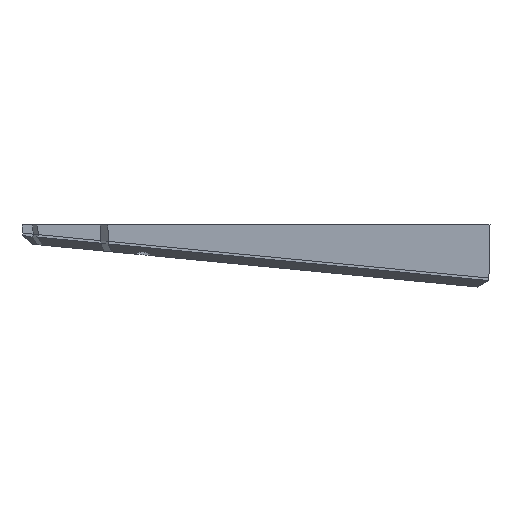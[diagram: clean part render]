
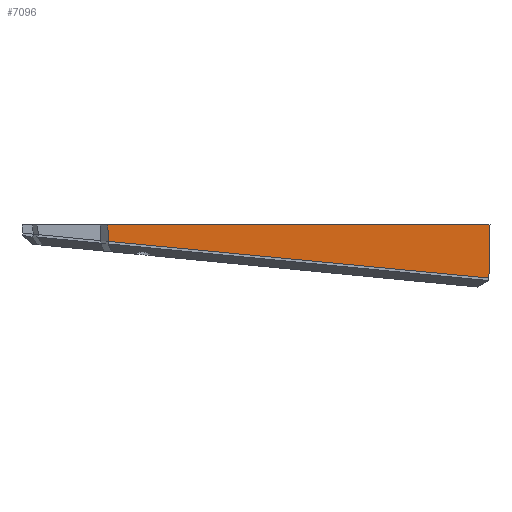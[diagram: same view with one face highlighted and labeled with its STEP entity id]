
A CAD part, front view. The second image highlights one B-rep face of the part: STEP entity #7096.
In plain terms, the highlighted free-form (B-spline) face has degree [1, 1] with [2, 2] control points.
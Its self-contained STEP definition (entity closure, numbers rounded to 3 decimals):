
#1401 = PLANE('',#1402);
#1402 = AXIS2_PLACEMENT_3D('',#1403,#1404,#1405);
#1403 = CARTESIAN_POINT('',(1.496,0.,0.));
#1404 = DIRECTION('',(0.,0.,1.));
#1405 = DIRECTION('',(1.,0.,0.));
#3237 = PLANE('',#3238);
#3238 = AXIS2_PLACEMENT_3D('',#3239,#3240,#3241);
#3239 = CARTESIAN_POINT('',(46.933,-8.,-10.519));
#3240 = DIRECTION('',(-1.,0.,0.021));
#3241 = DIRECTION('',(0.,1.,0.));
#3595 = VERTEX_POINT('',#3596);
#3596 = CARTESIAN_POINT('',(47.15,-8.,0.));
#3862 = VERTEX_POINT('',#3863);
#3863 = CARTESIAN_POINT('',(-28.635,-8.,0.));
#3877 = B_SPLINE_SURFACE_WITH_KNOTS('',1,1,(
    (#3878,#3879)
    ,(#3880,#3881
    )),.UNSPECIFIED.,.F.,.F.,.F.,(2,2),(2,2),(0.,2.121),(0.,1.),
  .PIECEWISE_BEZIER_KNOTS.);
#3878 = CARTESIAN_POINT('',(-30.135,-6.5,0.));
#3879 = CARTESIAN_POINT('',(-29.997,-6.5,-3.112));
#3880 = CARTESIAN_POINT('',(-28.635,-8.,0.));
#3881 = CARTESIAN_POINT('',(-28.503,-8.,-3.255));
#3889 = EDGE_CURVE('',#3862,#3595,#3890,.T.);
#3890 = SURFACE_CURVE('',#3891,(#3895,#3902),.PCURVE_S1.);
#3891 = LINE('',#3892,#3893);
#3892 = CARTESIAN_POINT('',(-28.635,-8.,0.));
#3893 = VECTOR('',#3894,1.);
#3894 = DIRECTION('',(1.,0.,0.));
#3895 = PCURVE('',#1401,#3896);
#3896 = DEFINITIONAL_REPRESENTATION('',(#3897),#3901);
#3897 = LINE('',#3898,#3899);
#3898 = CARTESIAN_POINT('',(-30.131,-8.));
#3899 = VECTOR('',#3900,1.);
#3900 = DIRECTION('',(1.,0.));
#3901 = ( GEOMETRIC_REPRESENTATION_CONTEXT(2) 
PARAMETRIC_REPRESENTATION_CONTEXT() REPRESENTATION_CONTEXT('2D SPACE',''
  ) );
#3902 = PCURVE('',#3903,#3908);
#3903 = B_SPLINE_SURFACE_WITH_KNOTS('',1,1,(
    (#3904,#3905)
    ,(#3906,#3907
    )),.UNSPECIFIED.,.F.,.F.,.F.,(2,2),(2,2),(0.,75.785),(0.,1.
    ),.PIECEWISE_BEZIER_KNOTS.);
#3904 = CARTESIAN_POINT('',(-28.635,-8.,0.));
#3905 = CARTESIAN_POINT('',(-28.503,-8.,-3.255));
#3906 = CARTESIAN_POINT('',(47.15,-8.,0.));
#3907 = CARTESIAN_POINT('',(46.933,-8.,-10.519));
#3908 = DEFINITIONAL_REPRESENTATION('',(#3909),#3913);
#3909 = LINE('',#3910,#3911);
#3910 = CARTESIAN_POINT('',(0.,0.));
#3911 = VECTOR('',#3912,1.);
#3912 = DIRECTION('',(1.,0.));
#3913 = ( GEOMETRIC_REPRESENTATION_CONTEXT(2) 
PARAMETRIC_REPRESENTATION_CONTEXT() REPRESENTATION_CONTEXT('2D SPACE',''
  ) );
#5418 = B_SPLINE_SURFACE_WITH_KNOTS('',1,1,(
    (#5419,#5420)
    ,(#5421,#5422
    )),.UNSPECIFIED.,.F.,.F.,.F.,(2,2),(2,2),(-0.072,
    75.96),(0.,1.),.PIECEWISE_BEZIER_KNOTS.);
#5419 = CARTESIAN_POINT('',(-28.503,-8.,-3.255));
#5420 = CARTESIAN_POINT('',(-28.767,-8.175,
    -5.239));
#5421 = CARTESIAN_POINT('',(46.933,-8.,-10.519));
#5422 = CARTESIAN_POINT('',(46.915,-8.175,
    -12.527));
#6457 = EDGE_CURVE('',#3595,#6458,#6460,.T.);
#6458 = VERTEX_POINT('',#6459);
#6459 = CARTESIAN_POINT('',(46.933,-8.,-10.519));
#6460 = SURFACE_CURVE('',#6461,(#6464,#6470),.PCURVE_S1.);
#6461 = B_SPLINE_CURVE_WITH_KNOTS('',1,(#6462,#6463),.UNSPECIFIED.,.F.,
  .F.,(2,2),(0.,1.),.PIECEWISE_BEZIER_KNOTS.);
#6462 = CARTESIAN_POINT('',(47.15,-8.,0.));
#6463 = CARTESIAN_POINT('',(46.933,-8.,-10.519));
#6464 = PCURVE('',#3237,#6465);
#6465 = DEFINITIONAL_REPRESENTATION('',(#6466),#6469);
#6466 = B_SPLINE_CURVE_WITH_KNOTS('',1,(#6467,#6468),.UNSPECIFIED.,.F.,
  .F.,(2,2),(0.,1.),.PIECEWISE_BEZIER_KNOTS.);
#6467 = CARTESIAN_POINT('',(0.,-10.521));
#6468 = CARTESIAN_POINT('',(0.,0.));
#6469 = ( GEOMETRIC_REPRESENTATION_CONTEXT(2) 
PARAMETRIC_REPRESENTATION_CONTEXT() REPRESENTATION_CONTEXT('2D SPACE',''
  ) );
#6470 = PCURVE('',#3903,#6471);
#6471 = DEFINITIONAL_REPRESENTATION('',(#6472),#6476);
#6472 = LINE('',#6473,#6474);
#6473 = CARTESIAN_POINT('',(75.785,0.));
#6474 = VECTOR('',#6475,1.);
#6475 = DIRECTION('',(0.,1.));
#6476 = ( GEOMETRIC_REPRESENTATION_CONTEXT(2) 
PARAMETRIC_REPRESENTATION_CONTEXT() REPRESENTATION_CONTEXT('2D SPACE',''
  ) );
#7096 = ADVANCED_FACE('',(#7097),#3903,.F.);
#7097 = FACE_BOUND('',#7098,.F.);
#7098 = EDGE_LOOP('',(#7099,#7100,#7101,#7123));
#7099 = ORIENTED_EDGE('',*,*,#3889,.T.);
#7100 = ORIENTED_EDGE('',*,*,#6457,.T.);
#7101 = ORIENTED_EDGE('',*,*,#7102,.F.);
#7102 = EDGE_CURVE('',#7103,#6458,#7105,.T.);
#7103 = VERTEX_POINT('',#7104);
#7104 = CARTESIAN_POINT('',(-28.503,-8.,-3.255));
#7105 = SURFACE_CURVE('',#7106,(#7110,#7117),.PCURVE_S1.);
#7106 = LINE('',#7107,#7108);
#7107 = CARTESIAN_POINT('',(-28.503,-8.,-3.255));
#7108 = VECTOR('',#7109,1.);
#7109 = DIRECTION('',(0.995,0.,-0.096));
#7110 = PCURVE('',#3903,#7111);
#7111 = DEFINITIONAL_REPRESENTATION('',(#7112),#7116);
#7112 = LINE('',#7113,#7114);
#7113 = CARTESIAN_POINT('',(0.,1.));
#7114 = VECTOR('',#7115,1.);
#7115 = DIRECTION('',(1.,0.));
#7116 = ( GEOMETRIC_REPRESENTATION_CONTEXT(2) 
PARAMETRIC_REPRESENTATION_CONTEXT() REPRESENTATION_CONTEXT('2D SPACE',''
  ) );
#7117 = PCURVE('',#5418,#7118);
#7118 = DEFINITIONAL_REPRESENTATION('',(#7119),#7122);
#7119 = B_SPLINE_CURVE_WITH_KNOTS('',1,(#7120,#7121),.UNSPECIFIED.,.F.,
  .F.,(2,2),(0.,75.785),.PIECEWISE_BEZIER_KNOTS.);
#7120 = CARTESIAN_POINT('',(-0.072,0.));
#7121 = CARTESIAN_POINT('',(75.96,0.));
#7122 = ( GEOMETRIC_REPRESENTATION_CONTEXT(2) 
PARAMETRIC_REPRESENTATION_CONTEXT() REPRESENTATION_CONTEXT('2D SPACE',''
  ) );
#7123 = ORIENTED_EDGE('',*,*,#7124,.F.);
#7124 = EDGE_CURVE('',#3862,#7103,#7125,.T.);
#7125 = SURFACE_CURVE('',#7126,(#7129,#7136),.PCURVE_S1.);
#7126 = B_SPLINE_CURVE_WITH_KNOTS('',1,(#7127,#7128),.UNSPECIFIED.,.F.,
  .F.,(2,2),(0.,1.),.PIECEWISE_BEZIER_KNOTS.);
#7127 = CARTESIAN_POINT('',(-28.635,-8.,0.));
#7128 = CARTESIAN_POINT('',(-28.503,-8.,-3.255));
#7129 = PCURVE('',#3903,#7130);
#7130 = DEFINITIONAL_REPRESENTATION('',(#7131),#7135);
#7131 = LINE('',#7132,#7133);
#7132 = CARTESIAN_POINT('',(0.,0.));
#7133 = VECTOR('',#7134,1.);
#7134 = DIRECTION('',(0.,1.));
#7135 = ( GEOMETRIC_REPRESENTATION_CONTEXT(2) 
PARAMETRIC_REPRESENTATION_CONTEXT() REPRESENTATION_CONTEXT('2D SPACE',''
  ) );
#7136 = PCURVE('',#3877,#7137);
#7137 = DEFINITIONAL_REPRESENTATION('',(#7138),#7142);
#7138 = LINE('',#7139,#7140);
#7139 = CARTESIAN_POINT('',(2.121,0.));
#7140 = VECTOR('',#7141,1.);
#7141 = DIRECTION('',(0.,1.));
#7142 = ( GEOMETRIC_REPRESENTATION_CONTEXT(2) 
PARAMETRIC_REPRESENTATION_CONTEXT() REPRESENTATION_CONTEXT('2D SPACE',''
  ) );
